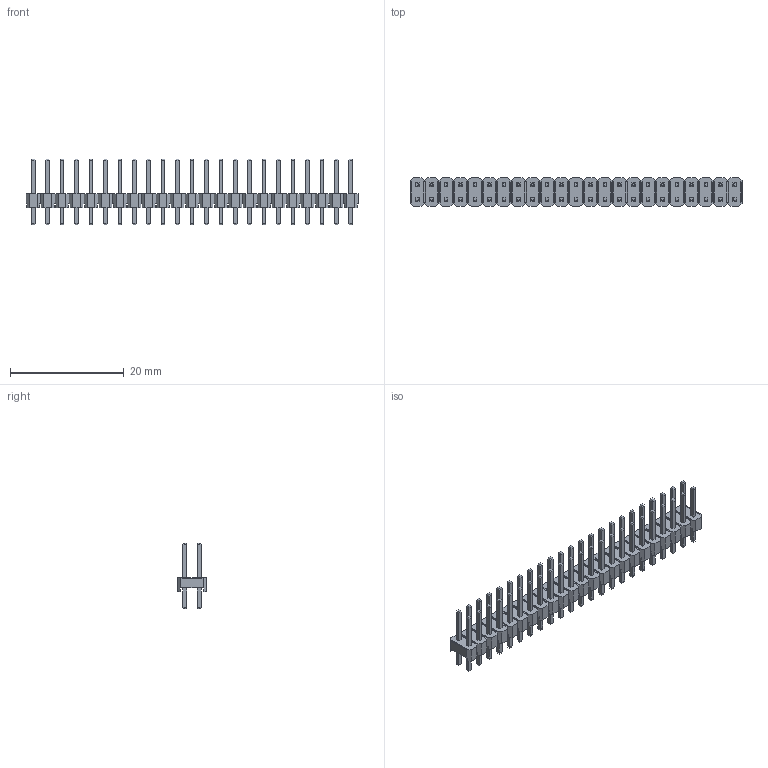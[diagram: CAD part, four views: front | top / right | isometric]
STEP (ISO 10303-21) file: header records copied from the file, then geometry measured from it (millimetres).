
FILE_DESCRIPTION(('STEP AP214'), '1');
FILE_NAME('PLD', '', ('UNSPECIFIED'), ('UNSPECIFIED'), 'ASCON STEP Converter 1.6', 'ASCON Math Kernel', '');
FILE_SCHEMA(('AUTOMOTIVE_DESIGN { 1 0 10303 214 3 1 1}'));
Length unit declared in the file: millimetre
Bounding box: 58.42 x 5.08 x 11.6 mm (x, y, z)
Volume: 709.6 mm3; surface area: 2116.3 mm2
Topology: 1 solids, 1 shells, 1180 faces, 2824 edges, 1760 vertices
Faces by surface type: plane 1180
Entity records: 42444 total; most frequent: CARTESIAN_POINT 5765, ORIENTED_EDGE 5648, DIRECTION 5186, EDGE_CURVE 2824, LINE 2824, VECTOR 2824, VERTEX_POINT 1760, FACE_BOUND 1294
